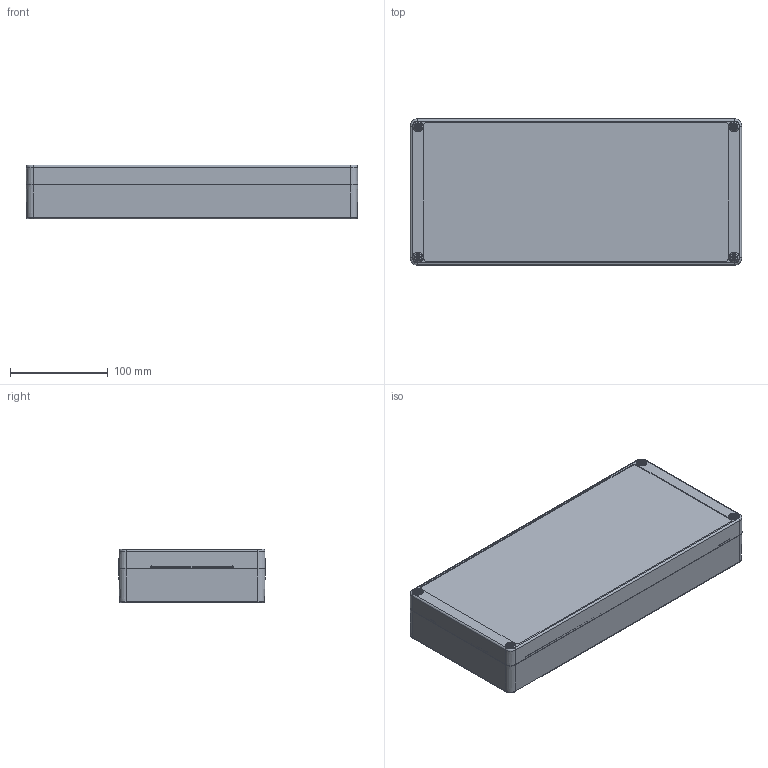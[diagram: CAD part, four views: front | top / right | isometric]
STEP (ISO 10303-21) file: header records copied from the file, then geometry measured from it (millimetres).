
FILE_DESCRIPTION(/* description */ (''),/* implementation_level */ '2;1');
FILE_NAME(/* name */ '0401108100-MBT_341555-FT.stp',/* time_stamp */ '2020-11-02T13:35:12+01:00',/* author */ ('alexander.rose'),/* organization */ (''),/* preprocessor_version */ 'ST-DEVELOPER v17.2',/* originating_system */ 'Autodesk Inventor 2019',/* authorisation */ '');
FILE_SCHEMA (('AUTOMOTIVE_DESIGN { 1 0 10303 214 3 1 1 }'));
Length unit declared in the file: millimetre
Products named in the file (6): 0401108100-MBT_341555-FT; 0401108202-UT_341535; 0401108101-OT_341520-FT; xxx-O-Ring--OT--MBM-MBT_341520; 1990000009 M6 Gewindebuchse; M6-30
Assembly tree (11 placements, depth 2):
  0401108100-MBT_341555-FT
    0401108202-UT_341535
    0401108101-OT_341520-FT
    xxx-O-Ring--OT--MBM-MBT_341520
    1990000009 M6 Gewindebuchse  x4
    M6-30  x4
Bounding box: 339.99 x 149.99 x 55 mm (x, y, z)
Volume: 541066 mm3; surface area: 340628.2 mm2
Topology: 11 solids, 11 shells, 1897 faces, 4508 edges, 2672 vertices
Faces by surface type: plane 529, cylinder 508, torus 412, cone 412, bspline 32, sphere 4
Full cylindrical faces by diameter (mm): 4.917 x4, 5 x4, 5.4 x4, 6 x4, 7.5 x4, 7.7 x4, 7.8 x4, 10 x4
Entity records: 43279 total; most frequent: CARTESIAN_POINT 9583, DIRECTION 7767, ORIENTED_EDGE 6678, EDGE_CURVE 3339, AXIS2_PLACEMENT_3D 3212, VERTEX_POINT 1988, CIRCLE 1796, EDGE_LOOP 1513
